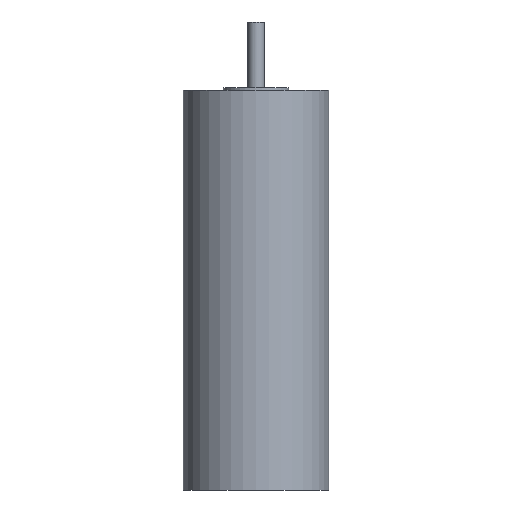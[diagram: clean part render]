
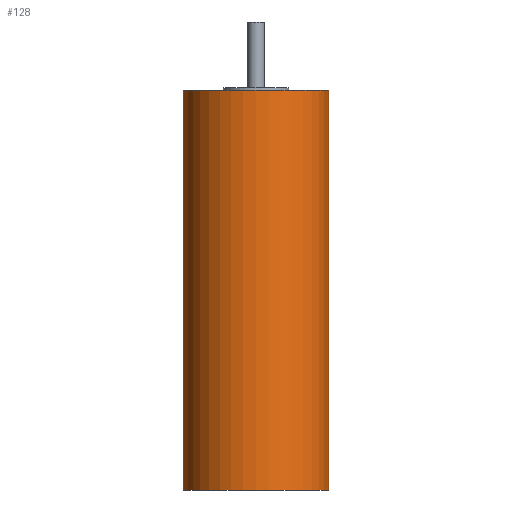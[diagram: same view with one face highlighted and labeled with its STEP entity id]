
A CAD part, front view. The second image highlights one B-rep face of the part: STEP entity #128.
In plain terms, the highlighted cylindrical face has radius 14 mm (diameter 28 mm), a full revolution.
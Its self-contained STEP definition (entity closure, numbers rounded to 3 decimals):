
#128 = ADVANCED_FACE( '', ( #285, #286, #287 ), #288, .T. );
#285 = FACE_OUTER_BOUND( '', #484, .T. );
#286 = FACE_OUTER_BOUND( '', #485, .T. );
#287 = FACE_BOUND( '', #486, .T. );
#288 = CYLINDRICAL_SURFACE( '', #487, 14. );
#484 = EDGE_LOOP( '', ( #750 ) );
#485 = EDGE_LOOP( '', ( #751 ) );
#486 = EDGE_LOOP( '', ( #752, #753, #754, #755 ) );
#487 = AXIS2_PLACEMENT_3D( '', #756, #757, #758 );
#750 = ORIENTED_EDGE( '', *, *, #972, .T. );
#751 = ORIENTED_EDGE( '', *, *, #954, .F. );
#752 = ORIENTED_EDGE( '', *, *, #967, .T. );
#753 = ORIENTED_EDGE( '', *, *, #933, .T. );
#754 = ORIENTED_EDGE( '', *, *, #915, .T. );
#755 = ORIENTED_EDGE( '', *, *, #970, .T. );
#756 = CARTESIAN_POINT( '', ( 0., 0., 38.5 ) );
#757 = DIRECTION( '', ( 0., 0., 1. ) );
#758 = DIRECTION( '', ( -1., 0., 0. ) );
#915 = EDGE_CURVE( '', #1029, #1033, #1035, .F. );
#933 = EDGE_CURVE( '', #1059, #1029, #1062, .F. );
#954 = EDGE_CURVE( '', #1094, #1094, #1095, .T. );
#967 = EDGE_CURVE( '', #1111, #1059, #1114, .T. );
#970 = EDGE_CURVE( '', #1033, #1111, #1117, .T. );
#972 = EDGE_CURVE( '', #1119, #1119, #1120, .T. );
#1029 = VERTEX_POINT( '', #1191 );
#1033 = VERTEX_POINT( '', #1197 );
#1035 = LINE( '', #1200, #1201 );
#1059 = VERTEX_POINT( '', #1229 );
#1062 = CIRCLE( '', #1234, 14. );
#1094 = VERTEX_POINT( '', #1266 );
#1095 = CIRCLE( '', #1267, 14. );
#1111 = VERTEX_POINT( '', #1283 );
#1114 = LINE( '', #1288, #1289 );
#1117 = B_SPLINE_CURVE_WITH_KNOTS( '', 3, ( #1292, #1293, #1294, #1295, #1296, #1297, #1298, #1299, #1300, #1301, #1302, #1303, #1304, #1305, #1306, #1307, #1308, #1309, #1310, #1311, #1312, #1313, #1314, #1315, #1316, #1317, #1318, #1319, #1320, #1321, #1322, #1323, #1324, #1325 ), .UNSPECIFIED., .F., .F., ( 4, 2, 2, 2, 2, 2, 2, 2, 2, 2, 2, 2, 2, 2, 2, 2, 4 ), ( 0., 0.001, 0.001, 0.002, 0.003, 0.003, 0.004, 0.004, 0.005, 0.006, 0.006, 0.007, 0.008, 0.008, 0.009, 0.01, 0.01 ), .UNSPECIFIED. );
#1119 = VERTEX_POINT( '', #1327 );
#1120 = CIRCLE( '', #1328, 14. );
#1191 = CARTESIAN_POINT( '', ( 3.25, 13.618, -37.5 ) );
#1197 = CARTESIAN_POINT( '', ( 3.25, 13.618, -34.05 ) );
#1200 = CARTESIAN_POINT( '', ( 3.25, 13.618, 38.5 ) );
#1201 = VECTOR( '', #1403, 1000. );
#1229 = CARTESIAN_POINT( '', ( -3.25, 13.618, -37.5 ) );
#1234 = AXIS2_PLACEMENT_3D( '', #1422, #1423, #1424 );
#1266 = CARTESIAN_POINT( '', ( 14., 0., -38.5 ) );
#1267 = AXIS2_PLACEMENT_3D( '', #1458, #1459, #1460 );
#1283 = CARTESIAN_POINT( '', ( -3.25, 13.618, -34.05 ) );
#1288 = CARTESIAN_POINT( '', ( -3.25, 13.618, 38.5 ) );
#1289 = VECTOR( '', #1478, 1000. );
#1292 = CARTESIAN_POINT( '', ( 3.25, 13.618, -34.05 ) );
#1293 = CARTESIAN_POINT( '', ( 3.25, 13.618, -33.835 ) );
#1294 = CARTESIAN_POINT( '', ( 3.229, 13.623, -33.623 ) );
#1295 = CARTESIAN_POINT( '', ( 3.146, 13.642, -33.207 ) );
#1296 = CARTESIAN_POINT( '', ( 3.083, 13.657, -33. ) );
#1297 = CARTESIAN_POINT( '', ( 2.92, 13.692, -32.607 ) );
#1298 = CARTESIAN_POINT( '', ( 2.82, 13.714, -32.42 ) );
#1299 = CARTESIAN_POINT( '', ( 2.584, 13.76, -32.068 ) );
#1300 = CARTESIAN_POINT( '', ( 2.447, 13.785, -31.901 ) );
#1301 = CARTESIAN_POINT( '', ( 2.149, 13.835, -31.603 ) );
#1302 = CARTESIAN_POINT( '', ( 1.986, 13.86, -31.468 ) );
#1303 = CARTESIAN_POINT( '', ( 1.631, 13.906, -31.231 ) );
#1304 = CARTESIAN_POINT( '', ( 1.443, 13.927, -31.13 ) );
#1305 = CARTESIAN_POINT( '', ( 1.052, 13.962, -30.968 ) );
#1306 = CARTESIAN_POINT( '', ( 0.847, 13.976, -30.905 ) );
#1307 = CARTESIAN_POINT( '', ( 0.427, 13.995, -30.821 ) );
#1308 = CARTESIAN_POINT( '', ( 0.216, 14., -30.8 ) );
#1309 = CARTESIAN_POINT( '', ( -0.21, 14., -30.8 ) );
#1310 = CARTESIAN_POINT( '', ( -0.426, 13.995, -30.821 ) );
#1311 = CARTESIAN_POINT( '', ( -0.843, 13.976, -30.904 ) );
#1312 = CARTESIAN_POINT( '', ( -1.046, 13.962, -30.966 ) );
#1313 = CARTESIAN_POINT( '', ( -1.441, 13.927, -31.129 ) );
#1314 = CARTESIAN_POINT( '', ( -1.63, 13.906, -31.23 ) );
#1315 = CARTESIAN_POINT( '', ( -1.981, 13.86, -31.465 ) );
#1316 = CARTESIAN_POINT( '', ( -2.146, 13.835, -31.6 ) );
#1317 = CARTESIAN_POINT( '', ( -2.448, 13.785, -31.901 ) );
#1318 = CARTESIAN_POINT( '', ( -2.582, 13.76, -32.065 ) );
#1319 = CARTESIAN_POINT( '', ( -2.817, 13.714, -32.416 ) );
#1320 = CARTESIAN_POINT( '', ( -2.919, 13.692, -32.606 ) );
#1321 = CARTESIAN_POINT( '', ( -3.082, 13.657, -32.998 ) );
#1322 = CARTESIAN_POINT( '', ( -3.144, 13.642, -33.201 ) );
#1323 = CARTESIAN_POINT( '', ( -3.228, 13.623, -33.619 ) );
#1324 = CARTESIAN_POINT( '', ( -3.25, 13.618, -33.835 ) );
#1325 = CARTESIAN_POINT( '', ( -3.25, 13.618, -34.05 ) );
#1327 = CARTESIAN_POINT( '', ( 14., 0., 38.5 ) );
#1328 = AXIS2_PLACEMENT_3D( '', #1482, #1483, #1484 );
#1403 = DIRECTION( '', ( 0., 0., -1. ) );
#1422 = CARTESIAN_POINT( '', ( 0., 0., -37.5 ) );
#1423 = DIRECTION( '', ( 0., 0., 1. ) );
#1424 = DIRECTION( '', ( 1., 0., 0. ) );
#1458 = CARTESIAN_POINT( '', ( 0., 0., -38.5 ) );
#1459 = DIRECTION( '', ( 0., 0., -1. ) );
#1460 = DIRECTION( '', ( 1., 0., 0. ) );
#1478 = DIRECTION( '', ( 0., 0., -1. ) );
#1482 = CARTESIAN_POINT( '', ( 0., 0., 38.5 ) );
#1483 = DIRECTION( '', ( 0., 0., -1. ) );
#1484 = DIRECTION( '', ( 1., 0., 0. ) );
